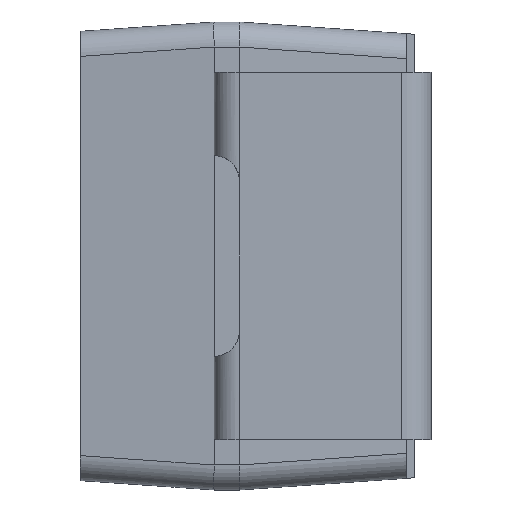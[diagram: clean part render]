
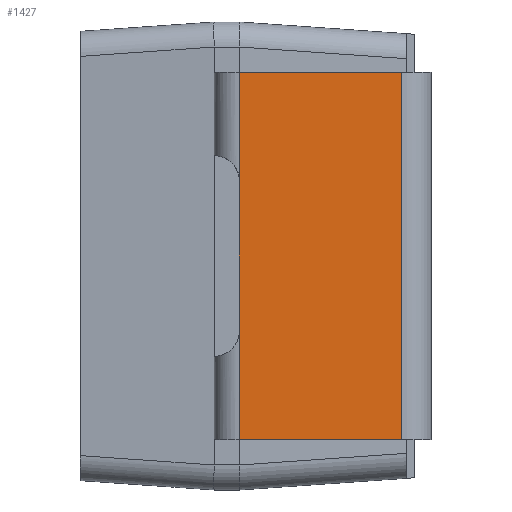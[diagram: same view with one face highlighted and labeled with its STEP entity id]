
A CAD part, left-side view. The second image highlights one B-rep face of the part: STEP entity #1427.
In plain terms, the highlighted planar face has unit normal (-1, 0, 0).
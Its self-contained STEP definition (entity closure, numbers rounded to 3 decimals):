
#5 = DIRECTION ( 'NONE',  ( 0., 0., -1. ) ) ;
#10 = EDGE_LOOP ( 'NONE', ( #821, #510, #1981, #1553, #2023, #1940 ) ) ;
#103 = DIRECTION ( 'NONE',  ( 0., -1., 0. ) ) ;
#119 = CARTESIAN_POINT ( 'NONE',  ( -1.75, 1.15, 1.1 ) ) ;
#291 = CARTESIAN_POINT ( 'NONE',  ( -1.75, 1.15, -1.1 ) ) ;
#381 = CARTESIAN_POINT ( 'NONE',  ( -1.75, 1.15, 1.1 ) ) ;
#394 = VECTOR ( 'NONE', #1595, 1000. ) ;
#454 = VERTEX_POINT ( 'NONE', #1118 ) ;
#462 = CARTESIAN_POINT ( 'NONE',  ( -1.75, 1.15, -0.45 ) ) ;
#485 = LINE ( 'NONE', #381, #1952 ) ;
#510 = ORIENTED_EDGE ( 'NONE', *, *, #1736, .F. ) ;
#526 = LINE ( 'NONE', #119, #1216 ) ;
#536 = DIRECTION ( 'NONE',  ( 0., 1., 0. ) ) ;
#539 = LINE ( 'NONE', #927, #1295 ) ;
#580 = VECTOR ( 'NONE', #1743, 1000. ) ;
#591 = CARTESIAN_POINT ( 'NONE',  ( -1.75, 1.15, 1.1 ) ) ;
#681 = EDGE_CURVE ( 'NONE', #776, #2064, #1090, .T. ) ;
#776 = VERTEX_POINT ( 'NONE', #591 ) ;
#821 = ORIENTED_EDGE ( 'NONE', *, *, #1158, .F. ) ;
#842 = VERTEX_POINT ( 'NONE', #291 ) ;
#857 = CARTESIAN_POINT ( 'NONE',  ( -1.75, 1.15, 0.45 ) ) ;
#910 = PLANE ( 'NONE',  #1202 ) ;
#927 = CARTESIAN_POINT ( 'NONE',  ( -1.75, 0.18, 1.1 ) ) ;
#980 = VERTEX_POINT ( 'NONE', #1231 ) ;
#1016 = EDGE_CURVE ( 'NONE', #980, #776, #485, .T. ) ;
#1090 = LINE ( 'NONE', #1710, #1830 ) ;
#1091 = CARTESIAN_POINT ( 'NONE',  ( -1.75, 1.15, 1.1 ) ) ;
#1118 = CARTESIAN_POINT ( 'NONE',  ( -1.75, 0.18, -1.1 ) ) ;
#1158 = EDGE_CURVE ( 'NONE', #454, #842, #2007, .T. ) ;
#1202 = AXIS2_PLACEMENT_3D ( 'NONE', #1091, #1950, #103 ) ;
#1216 = VECTOR ( 'NONE', #1991, 1000. ) ;
#1230 = CARTESIAN_POINT ( 'NONE',  ( -1.75, 1.15, 0.45 ) ) ;
#1231 = CARTESIAN_POINT ( 'NONE',  ( -1.75, 0.18, 1.1 ) ) ;
#1295 = VECTOR ( 'NONE', #5, 1000. ) ;
#1392 = CARTESIAN_POINT ( 'NONE',  ( -1.75, 1.15, -1.1 ) ) ;
#1416 = DIRECTION ( 'NONE',  ( 0., 0., -1. ) ) ;
#1427 = ADVANCED_FACE ( 'NONE', ( #1887 ), #910, .F. ) ;
#1553 = ORIENTED_EDGE ( 'NONE', *, *, #681, .T. ) ;
#1581 = EDGE_CURVE ( 'NONE', #2064, #1944, #1922, .T. ) ;
#1595 = DIRECTION ( 'NONE',  ( 0., 0., -1. ) ) ;
#1710 = CARTESIAN_POINT ( 'NONE',  ( -1.75, 1.15, 1.1 ) ) ;
#1736 = EDGE_CURVE ( 'NONE', #980, #454, #539, .T. ) ;
#1743 = DIRECTION ( 'NONE',  ( 0., 1., 0. ) ) ;
#1830 = VECTOR ( 'NONE', #1416, 1000. ) ;
#1887 = FACE_OUTER_BOUND ( 'NONE', #10, .T. ) ;
#1922 = LINE ( 'NONE', #1230, #394 ) ;
#1940 = ORIENTED_EDGE ( 'NONE', *, *, #1983, .T. ) ;
#1944 = VERTEX_POINT ( 'NONE', #462 ) ;
#1950 = DIRECTION ( 'NONE',  ( 1., 0., 0. ) ) ;
#1952 = VECTOR ( 'NONE', #536, 1000. ) ;
#1981 = ORIENTED_EDGE ( 'NONE', *, *, #1016, .T. ) ;
#1983 = EDGE_CURVE ( 'NONE', #1944, #842, #526, .T. ) ;
#1991 = DIRECTION ( 'NONE',  ( 0., 0., -1. ) ) ;
#2007 = LINE ( 'NONE', #1392, #580 ) ;
#2023 = ORIENTED_EDGE ( 'NONE', *, *, #1581, .T. ) ;
#2064 = VERTEX_POINT ( 'NONE', #857 ) ;
